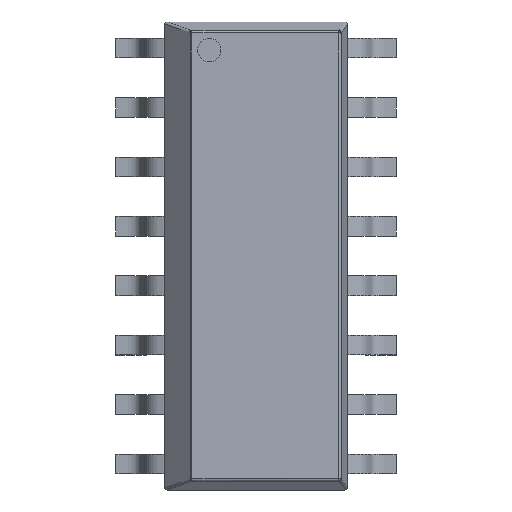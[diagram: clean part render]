
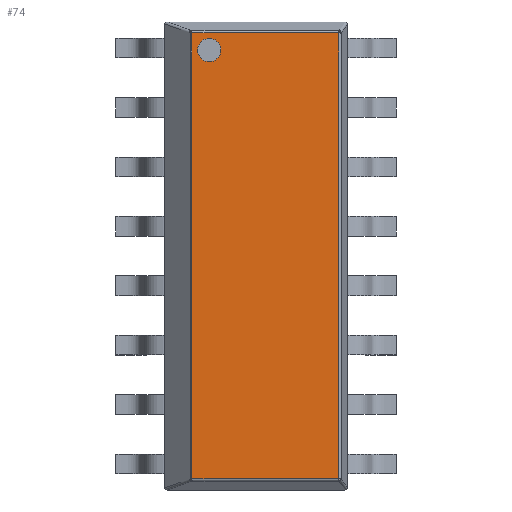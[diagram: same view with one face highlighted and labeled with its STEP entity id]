
A CAD part, top view. The second image highlights one B-rep face of the part: STEP entity #74.
In plain terms, the highlighted planar face has unit normal (0, 0, 1).
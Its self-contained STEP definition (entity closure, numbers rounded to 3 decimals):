
#54 = VERTEX_POINT('',#55);
#55 = CARTESIAN_POINT('',(-0.75,4.4,1.58));
#63 = EDGE_CURVE('',#54,#54,#64,.T.);
#64 = CIRCLE('',#65,0.25);
#65 = AXIS2_PLACEMENT_3D('',#66,#67,#68);
#66 = CARTESIAN_POINT('',(-1.,4.4,1.58));
#67 = DIRECTION('',(0.,0.,1.));
#68 = DIRECTION('',(1.,0.,0.));
#74 = ADVANCED_FACE('',(#75,#109),#112,.T.);
#75 = FACE_BOUND('',#76,.T.);
#76 = EDGE_LOOP('',(#77,#87,#95,#103));
#77 = ORIENTED_EDGE('',*,*,#78,.F.);
#78 = EDGE_CURVE('',#79,#81,#83,.T.);
#79 = VERTEX_POINT('',#80);
#80 = CARTESIAN_POINT('',(-1.369,4.765,1.58));
#81 = VERTEX_POINT('',#82);
#82 = CARTESIAN_POINT('',(1.771,4.765,1.58));
#83 = LINE('',#84,#85);
#84 = CARTESIAN_POINT('',(-1.39,4.765,1.58));
#85 = VECTOR('',#86,1.);
#86 = DIRECTION('',(1.,0.,0.));
#87 = ORIENTED_EDGE('',*,*,#88,.T.);
#88 = EDGE_CURVE('',#79,#89,#91,.T.);
#89 = VERTEX_POINT('',#90);
#90 = CARTESIAN_POINT('',(-1.369,-4.765,1.58));
#91 = LINE('',#92,#93);
#92 = CARTESIAN_POINT('',(-1.369,4.8,1.58));
#93 = VECTOR('',#94,1.);
#94 = DIRECTION('',(0.,-1.,0.));
#95 = ORIENTED_EDGE('',*,*,#96,.T.);
#96 = EDGE_CURVE('',#89,#97,#99,.T.);
#97 = VERTEX_POINT('',#98);
#98 = CARTESIAN_POINT('',(1.771,-4.765,1.58));
#99 = LINE('',#100,#101);
#100 = CARTESIAN_POINT('',(-1.39,-4.765,1.58));
#101 = VECTOR('',#102,1.);
#102 = DIRECTION('',(1.,0.,0.));
#103 = ORIENTED_EDGE('',*,*,#104,.F.);
#104 = EDGE_CURVE('',#81,#97,#105,.T.);
#105 = LINE('',#106,#107);
#106 = CARTESIAN_POINT('',(1.771,4.8,1.58));
#107 = VECTOR('',#108,1.);
#108 = DIRECTION('',(0.,-1.,0.));
#109 = FACE_BOUND('',#110,.T.);
#110 = EDGE_LOOP('',(#111));
#111 = ORIENTED_EDGE('',*,*,#63,.F.);
#112 = PLANE('',#113);
#113 = AXIS2_PLACEMENT_3D('',#114,#115,#116);
#114 = CARTESIAN_POINT('',(-1.39,5.,1.58));
#115 = DIRECTION('',(0.,0.,1.));
#116 = DIRECTION('',(1.,0.,0.));
